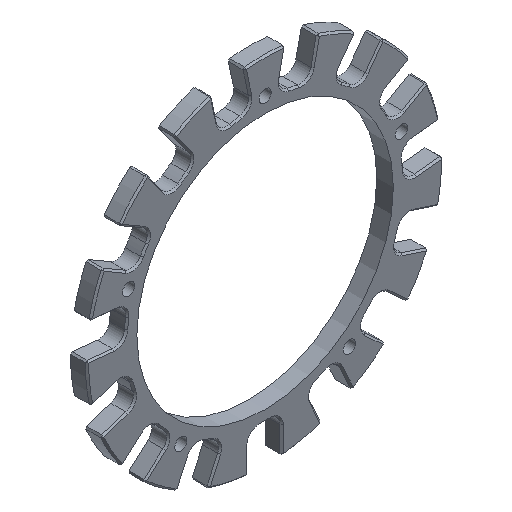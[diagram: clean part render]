
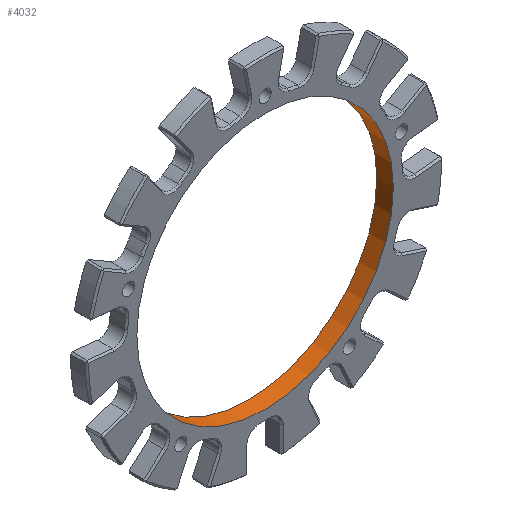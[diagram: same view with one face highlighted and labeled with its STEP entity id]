
A CAD part, isometric view. The second image highlights one B-rep face of the part: STEP entity #4032.
In plain terms, the highlighted cylindrical face has radius 23.25 mm (diameter 46.5 mm), a full revolution.
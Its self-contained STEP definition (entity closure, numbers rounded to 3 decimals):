
#49=CYLINDRICAL_SURFACE('',#4474,23.25);
#157=CIRCLE('',#4164,23.25);
#226=CIRCLE('',#4244,23.25);
#534=FACE_OUTER_BOUND('',#794,.T.);
#794=EDGE_LOOP('',(#3485,#3486,#3487,#3488));
#1204=LINE('',#6917,#1570);
#1570=VECTOR('',#5620,23.25);
#1743=VERTEX_POINT('',#6055);
#1845=VERTEX_POINT('',#6287);
#2091=EDGE_CURVE('',#1743,#1743,#157,.T.);
#2206=EDGE_CURVE('',#1845,#1845,#226,.T.);
#2500=EDGE_CURVE('',#1845,#1743,#1204,.T.);
#3485=ORIENTED_EDGE('',*,*,#2206,.F.);
#3486=ORIENTED_EDGE('',*,*,#2500,.T.);
#3487=ORIENTED_EDGE('',*,*,#2091,.F.);
#3488=ORIENTED_EDGE('',*,*,#2500,.F.);
#4032=ADVANCED_FACE('',(#534),#49,.F.);
#4164=AXIS2_PLACEMENT_3D('',#6056,#4745,#4746);
#4244=AXIS2_PLACEMENT_3D('',#6288,#4949,#4950);
#4474=AXIS2_PLACEMENT_3D('',#6916,#5618,#5619);
#4745=DIRECTION('center_axis',(0.,-1.,0.));
#4746=DIRECTION('ref_axis',(1.,0.,0.));
#4949=DIRECTION('center_axis',(0.,1.,0.));
#4950=DIRECTION('ref_axis',(1.,0.,0.));
#5618=DIRECTION('center_axis',(0.,-1.,0.));
#5619=DIRECTION('ref_axis',(1.,0.,0.));
#5620=DIRECTION('',(0.,1.,0.));
#6055=CARTESIAN_POINT('',(-23.25,0.,0.));
#6056=CARTESIAN_POINT('Origin',(0.,0.,0.));
#6287=CARTESIAN_POINT('',(-23.25,-3.,0.));
#6288=CARTESIAN_POINT('Origin',(0.,-3.,0.));
#6916=CARTESIAN_POINT('Origin',(0.,0.,0.));
#6917=CARTESIAN_POINT('',(-23.25,0.,0.));
